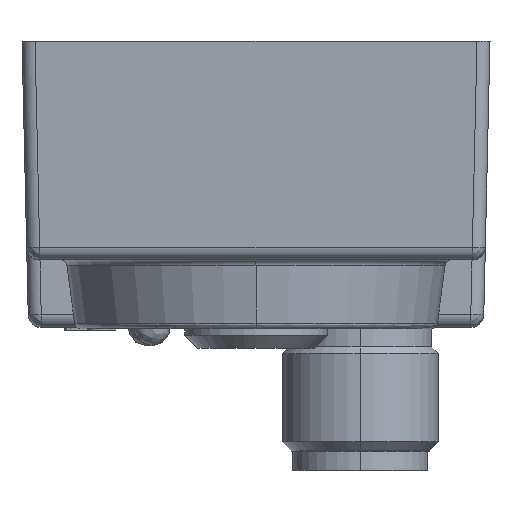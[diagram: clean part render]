
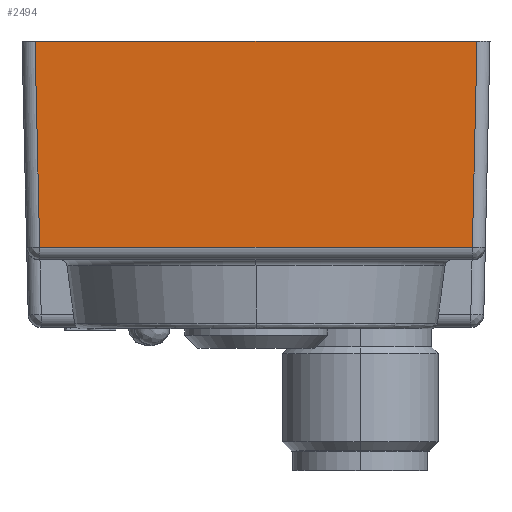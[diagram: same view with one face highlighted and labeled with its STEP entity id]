
A CAD part, left-side view. The second image highlights one B-rep face of the part: STEP entity #2494.
In plain terms, the highlighted planar face has unit normal (-1, 0, -0.03).
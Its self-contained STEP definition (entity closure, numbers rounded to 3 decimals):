
#1616 = VERTEX_POINT ( 'NONE', #4048 ) ;
#1658 = VERTEX_POINT ( 'NONE', #4224 ) ;
#2233 = EDGE_CURVE ( 'NONE', #1616, #2234, #5192, .T. ) ;
#2234 = VERTEX_POINT ( 'NONE', #5188 ) ;
#2270 = VERTEX_POINT ( 'NONE', #5231 ) ;
#2272 = EDGE_CURVE ( 'NONE', #2270, #1658, #5230, .T. ) ;
#2306 = EDGE_CURVE ( 'NONE', #1658, #1616, #5308, .T. ) ;
#2476 = ORIENTED_EDGE ( 'NONE', *, *, #2233, .F. ) ;
#2494 = ADVANCED_FACE ( 'NONE', ( #5587 ), #5586, .F. ) ;
#2495 = EDGE_LOOP ( 'NONE', ( #2496, #2497, #2498, #2476 ) ) ;
#2496 = ORIENTED_EDGE ( 'NONE', *, *, #2306, .F. ) ;
#2497 = ORIENTED_EDGE ( 'NONE', *, *, #2272, .F. ) ;
#2498 = ORIENTED_EDGE ( 'NONE', *, *, #2499, .F. ) ;
#2499 = EDGE_CURVE ( 'NONE', #2234, #2270, #5581, .T. ) ;
#4048 = CARTESIAN_POINT ( 'NONE',  ( 0.471, 34.641, 6.17 ) ) ;
#4224 = CARTESIAN_POINT ( 'NONE',  ( 0.471, 1.359, 6.17 ) ) ;
#5188 = CARTESIAN_POINT ( 'NONE',  ( 0., 35., 22. ) ) ;
#5189 = DIRECTION ( 'NONE',  ( -0.03, 0.023, 0.999 ) ) ;
#5190 = VECTOR ( 'NONE', #5189, 1000. ) ;
#5191 = CARTESIAN_POINT ( 'NONE',  ( 0.471, 34.641, 6.17 ) ) ;
#5192 = LINE ( 'NONE', #5191, #5190 ) ;
#5230 = LINE ( 'NONE', #5263, #5262 ) ;
#5231 = CARTESIAN_POINT ( 'NONE',  ( 0., 1., 22. ) ) ;
#5261 = DIRECTION ( 'NONE',  ( 0.03, 0.023, -0.999 ) ) ;
#5262 = VECTOR ( 'NONE', #5261, 1000. ) ;
#5263 = CARTESIAN_POINT ( 'NONE',  ( 0., 1., 22. ) ) ;
#5301 = DIRECTION ( 'NONE',  ( 0., 1., 0. ) ) ;
#5302 = VECTOR ( 'NONE', #5301, 1000. ) ;
#5303 = CARTESIAN_POINT ( 'NONE',  ( 0.471, 36., 6.17 ) ) ;
#5308 = LINE ( 'NONE', #5303, #5302 ) ;
#5581 = LINE ( 'NONE', #5644, #5643 ) ;
#5582 = DIRECTION ( 'NONE',  ( 0.03, 0., -1. ) ) ;
#5583 = DIRECTION ( 'NONE',  ( 1., 0., 0.03 ) ) ;
#5584 = CARTESIAN_POINT ( 'NONE',  ( 0., 36., 22. ) ) ;
#5585 = AXIS2_PLACEMENT_3D ( 'NONE', #5584, #5583, #5582 ) ;
#5586 = PLANE ( 'NONE',  #5585 ) ;
#5587 = FACE_OUTER_BOUND ( 'NONE', #2495, .T. ) ;
#5642 = DIRECTION ( 'NONE',  ( 0., -1., 0. ) ) ;
#5643 = VECTOR ( 'NONE', #5642, 1000. ) ;
#5644 = CARTESIAN_POINT ( 'NONE',  ( 0., 18., 22. ) ) ;
